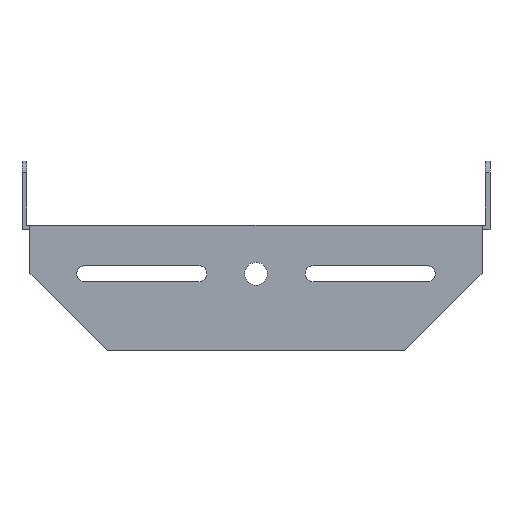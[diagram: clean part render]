
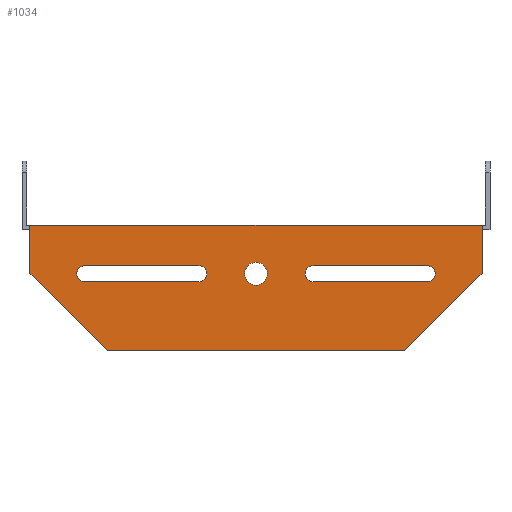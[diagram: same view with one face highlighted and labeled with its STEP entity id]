
A CAD part, top view. The second image highlights one B-rep face of the part: STEP entity #1034.
In plain terms, the highlighted planar face has unit normal (0, 0, 1).
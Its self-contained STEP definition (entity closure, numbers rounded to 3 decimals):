
#169=DIRECTION('',(0.,-1.,0.));
#170=VECTOR('',#169,21.);
#171=CARTESIAN_POINT('',(-99.,0.,21.75));
#172=LINE('',#171,#170);
#181=DIRECTION('',(0.,-1.,0.));
#182=VECTOR('',#181,21.);
#183=CARTESIAN_POINT('',(99.,0.,21.75));
#184=LINE('',#183,#182);
#185=DIRECTION('',(0.707,0.707,0.));
#186=VECTOR('',#185,48.083);
#187=CARTESIAN_POINT('',(65.,-55.,21.75));
#188=LINE('',#187,#186);
#189=DIRECTION('',(0.707,-0.707,0.));
#190=VECTOR('',#189,48.083);
#191=CARTESIAN_POINT('',(-99.,-21.,21.75));
#192=LINE('',#191,#190);
#193=CARTESIAN_POINT('',(0.,-21.3,21.75));
#194=DIRECTION('',(0.,0.,-1.));
#195=DIRECTION('',(0.,1.,0.));
#196=AXIS2_PLACEMENT_3D('',#193,#194,#195);
#198=CARTESIAN_POINT('',(0.,-21.3,21.75));
#199=DIRECTION('',(0.,0.,-1.));
#200=DIRECTION('',(0.,-1.,0.));
#201=AXIS2_PLACEMENT_3D('',#198,#199,#200);
#203=CARTESIAN_POINT('',(25.,-21.3,21.75));
#204=DIRECTION('',(0.,0.,-1.));
#205=DIRECTION('',(0.,-1.,0.));
#206=AXIS2_PLACEMENT_3D('',#203,#204,#205);
#208=CARTESIAN_POINT('',(75.,-21.3,21.75));
#209=DIRECTION('',(0.,0.,-1.));
#210=DIRECTION('',(0.,1.,0.));
#211=AXIS2_PLACEMENT_3D('',#208,#209,#210);
#213=CARTESIAN_POINT('',(-25.,-21.3,21.75));
#214=DIRECTION('',(0.,0.,-1.));
#215=DIRECTION('',(0.,1.,0.));
#216=AXIS2_PLACEMENT_3D('',#213,#214,#215);
#218=DIRECTION('',(1.,0.,0.));
#219=VECTOR('',#218,50.);
#220=CARTESIAN_POINT('',(-75.,-17.8,21.75));
#221=LINE('',#220,#219);
#222=CARTESIAN_POINT('',(-75.,-21.3,21.75));
#223=DIRECTION('',(0.,0.,-1.));
#224=DIRECTION('',(0.,-1.,0.));
#225=AXIS2_PLACEMENT_3D('',#222,#223,#224);
#227=DIRECTION('',(-1.,0.,0.));
#228=VECTOR('',#227,50.);
#229=CARTESIAN_POINT('',(-25.,-24.8,21.75));
#230=LINE('',#229,#228);
#239=DIRECTION('',(-1.,0.,0.));
#240=VECTOR('',#239,198.);
#241=CARTESIAN_POINT('',(99.,0.,21.75));
#242=LINE('',#241,#240);
#549=DIRECTION('',(1.,0.,0.));
#550=VECTOR('',#549,130.);
#551=CARTESIAN_POINT('',(-65.,-55.,21.75));
#552=LINE('',#551,#550);
#577=DIRECTION('',(1.,0.,0.));
#578=VECTOR('',#577,50.);
#579=CARTESIAN_POINT('',(25.,-24.8,21.75));
#580=LINE('',#579,#578);
#589=DIRECTION('',(-1.,0.,0.));
#590=VECTOR('',#589,50.);
#591=CARTESIAN_POINT('',(75.,-17.8,21.75));
#592=LINE('',#591,#590);
#626=CARTESIAN_POINT('',(75.,-24.8,21.75));
#628=VERTEX_POINT('',#626);
#629=CARTESIAN_POINT('',(25.,-24.8,21.75));
#630=CARTESIAN_POINT('',(25.,-17.8,21.75));
#631=VERTEX_POINT('',#629);
#632=VERTEX_POINT('',#630);
#643=CARTESIAN_POINT('',(-25.,-17.8,21.75));
#644=VERTEX_POINT('',#643);
#666=CARTESIAN_POINT('',(-75.,-17.8,21.75));
#668=VERTEX_POINT('',#666);
#693=CARTESIAN_POINT('',(0.,-16.3,21.75));
#694=VERTEX_POINT('',#693);
#699=CARTESIAN_POINT('',(0.,-26.3,21.75));
#700=VERTEX_POINT('',#699);
#709=CARTESIAN_POINT('',(-65.,-55.,21.75));
#710=VERTEX_POINT('',#709);
#711=CARTESIAN_POINT('',(75.,-17.8,21.75));
#712=VERTEX_POINT('',#711);
#730=CARTESIAN_POINT('',(65.,-55.,21.75));
#732=VERTEX_POINT('',#730);
#737=CARTESIAN_POINT('',(-99.,-21.,21.75));
#738=VERTEX_POINT('',#737);
#755=CARTESIAN_POINT('',(99.,-21.,21.75));
#756=VERTEX_POINT('',#755);
#771=CARTESIAN_POINT('',(-75.,-24.8,21.75));
#772=VERTEX_POINT('',#771);
#773=CARTESIAN_POINT('',(-25.,-24.8,21.75));
#774=VERTEX_POINT('',#773);
#789=CARTESIAN_POINT('',(99.,0.,21.75));
#790=VERTEX_POINT('',#789);
#791=CARTESIAN_POINT('',(-99.,0.,21.75));
#792=VERTEX_POINT('',#791);
#991=CARTESIAN_POINT('',(0.,-2.,21.75));
#992=DIRECTION('',(0.,0.,1.));
#993=DIRECTION('',(0.,-1.,0.));
#994=AXIS2_PLACEMENT_3D('',#991,#992,#993);
#995=PLANE('',#994);
#996=ORIENTED_EDGE('',*,*,#978,.F.);
#998=ORIENTED_EDGE('',*,*,#997,.F.);
#999=ORIENTED_EDGE('',*,*,#919,.T.);
#1001=ORIENTED_EDGE('',*,*,#1000,.F.);
#1003=ORIENTED_EDGE('',*,*,#1002,.F.);
#1005=ORIENTED_EDGE('',*,*,#1004,.F.);
#1006=EDGE_LOOP('',(#996,#998,#999,#1001,#1003,#1005));
#1007=FACE_OUTER_BOUND('',#1006,.F.);
#1009=ORIENTED_EDGE('',*,*,#1008,.F.);
#1011=ORIENTED_EDGE('',*,*,#1010,.F.);
#1012=EDGE_LOOP('',(#1009,#1011));
#1013=FACE_BOUND('',#1012,.F.);
#1015=ORIENTED_EDGE('',*,*,#1014,.F.);
#1017=ORIENTED_EDGE('',*,*,#1016,.T.);
#1019=ORIENTED_EDGE('',*,*,#1018,.F.);
#1021=ORIENTED_EDGE('',*,*,#1020,.T.);
#1022=EDGE_LOOP('',(#1015,#1017,#1019,#1021));
#1023=FACE_BOUND('',#1022,.F.);
#1025=ORIENTED_EDGE('',*,*,#1024,.F.);
#1027=ORIENTED_EDGE('',*,*,#1026,.F.);
#1029=ORIENTED_EDGE('',*,*,#1028,.F.);
#1031=ORIENTED_EDGE('',*,*,#1030,.F.);
#1032=EDGE_LOOP('',(#1025,#1027,#1029,#1031));
#1033=FACE_BOUND('',#1032,.F.);
#1034=ADVANCED_FACE('',(#1007,#1013,#1023,#1033),#995,.T.);
#197=CIRCLE('',#196,5.);
#202=CIRCLE('',#201,5.);
#207=CIRCLE('',#206,3.5);
#212=CIRCLE('',#211,3.5);
#217=CIRCLE('',#216,3.5);
#226=CIRCLE('',#225,3.5);
#919=EDGE_CURVE('',#790,#756,#184,.T.);
#978=EDGE_CURVE('',#792,#738,#172,.T.);
#997=EDGE_CURVE('',#790,#792,#242,.T.);
#1000=EDGE_CURVE('',#732,#756,#188,.T.);
#1002=EDGE_CURVE('',#710,#732,#552,.T.);
#1004=EDGE_CURVE('',#738,#710,#192,.T.);
#1008=EDGE_CURVE('',#694,#700,#197,.T.);
#1010=EDGE_CURVE('',#700,#694,#202,.T.);
#1014=EDGE_CURVE('',#631,#632,#207,.T.);
#1016=EDGE_CURVE('',#631,#628,#580,.T.);
#1018=EDGE_CURVE('',#712,#628,#212,.T.);
#1020=EDGE_CURVE('',#712,#632,#592,.T.);
#1024=EDGE_CURVE('',#644,#774,#217,.T.);
#1026=EDGE_CURVE('',#668,#644,#221,.T.);
#1028=EDGE_CURVE('',#772,#668,#226,.T.);
#1030=EDGE_CURVE('',#774,#772,#230,.T.);
